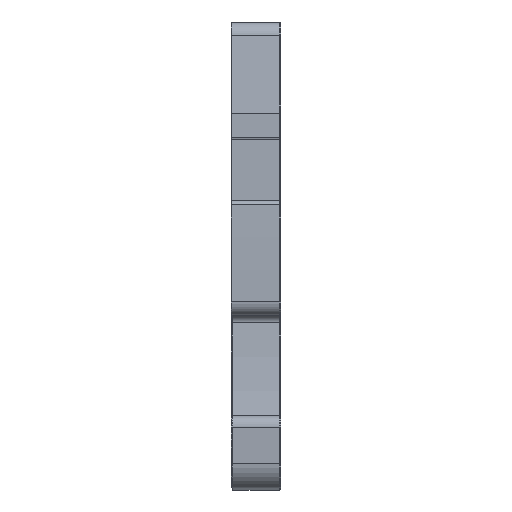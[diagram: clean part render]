
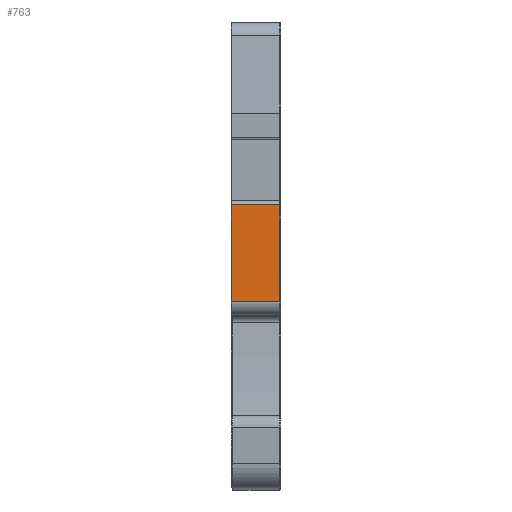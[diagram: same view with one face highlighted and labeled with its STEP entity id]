
A CAD part, front view. The second image highlights one B-rep face of the part: STEP entity #763.
In plain terms, the highlighted cylindrical face has radius 122.182 mm (diameter 244.364 mm), a partial arc.
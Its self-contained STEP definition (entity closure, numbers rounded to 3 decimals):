
#736=AXIS2_PLACEMENT_3D('Cylinder Axis2P3D',#733,#734,#735) ;
#740=AXIS2_PLACEMENT_3D('Circle Axis2P3D',#738,#739,$) ;
#754=AXIS2_PLACEMENT_3D('Circle Axis2P3D',#752,#753,$) ;
#711=CARTESIAN_POINT('Vertex',(0.,1.514,20.35)) ;
#714=CARTESIAN_POINT('Line Origine',(1.725,1.514,20.35)) ;
#718=CARTESIAN_POINT('Vertex',(3.45,1.514,20.35)) ;
#733=CARTESIAN_POINT('Axis2P3D Location',(1.75,123.652,17.05)) ;
#738=CARTESIAN_POINT('Axis2P3D Location',(0.,123.652,17.05)) ;
#742=CARTESIAN_POINT('Vertex',(0.,1.524,13.42)) ;
#745=CARTESIAN_POINT('Line Origine',(1.75,1.524,13.42)) ;
#749=CARTESIAN_POINT('Vertex',(3.45,1.524,13.42)) ;
#752=CARTESIAN_POINT('Axis2P3D Location',(3.45,123.652,17.05)) ;
#715=DIRECTION('Vector Direction',(-1.,0.,0.)) ;
#734=DIRECTION('Axis2P3D Direction',(1.,0.,0.)) ;
#735=DIRECTION('Axis2P3D XDirection',(0.,-0.992,0.126)) ;
#739=DIRECTION('Axis2P3D Direction',(1.,0.,0.)) ;
#746=DIRECTION('Vector Direction',(1.,0.,0.)) ;
#753=DIRECTION('Axis2P3D Direction',(1.,0.,0.)) ;
#716=VECTOR('Line Direction',#715,1.) ;
#747=VECTOR('Line Direction',#746,1.) ;
#758=ORIENTED_EDGE('',*,*,#720,.T.) ;
#759=ORIENTED_EDGE('',*,*,#744,.T.) ;
#760=ORIENTED_EDGE('',*,*,#751,.F.) ;
#761=ORIENTED_EDGE('',*,*,#756,.T.) ;
#763=ADVANCED_FACE('MLD 1',(#762),#737,.T.) ;
#741=CIRCLE('generated circle',#740,122.182) ;
#755=CIRCLE('generated circle',#754,122.182) ;
#737=CYLINDRICAL_SURFACE('generated cylinder',#736,122.182) ;
#720=EDGE_CURVE('',#719,#712,#717,.T.) ;
#744=EDGE_CURVE('',#712,#743,#741,.T.) ;
#751=EDGE_CURVE('',#750,#743,#748,.F.) ;
#756=EDGE_CURVE('',#750,#719,#755,.F.) ;
#757=EDGE_LOOP('',(#758,#759,#760,#761)) ;
#762=FACE_OUTER_BOUND('',#757,.T.) ;
#717=LINE('Line',#714,#716) ;
#748=LINE('Line',#745,#747) ;
#712=VERTEX_POINT('',#711) ;
#719=VERTEX_POINT('',#718) ;
#743=VERTEX_POINT('',#742) ;
#750=VERTEX_POINT('',#749) ;
